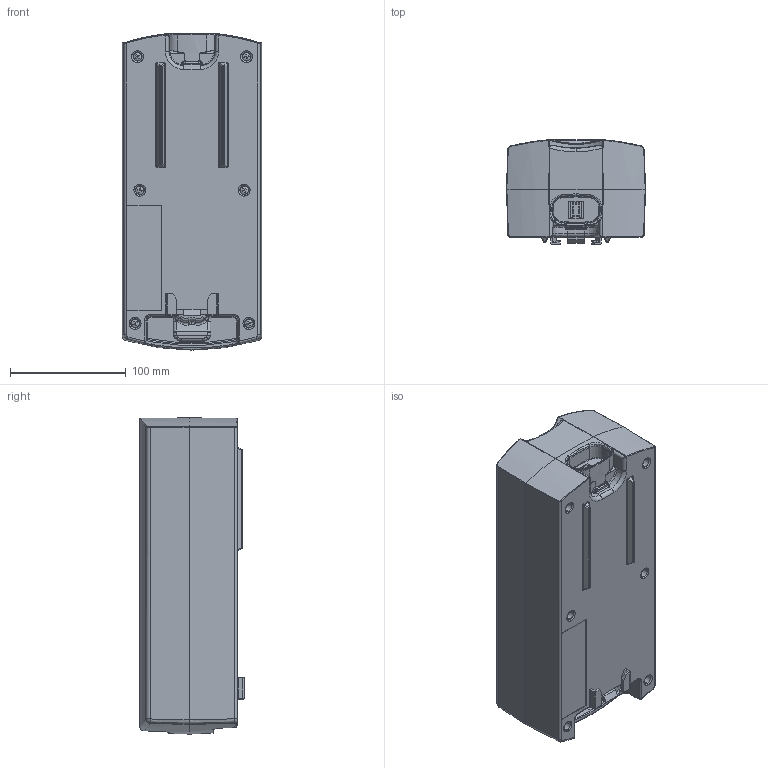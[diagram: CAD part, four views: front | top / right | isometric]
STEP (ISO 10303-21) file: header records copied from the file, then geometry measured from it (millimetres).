
FILE_DESCRIPTION (( 'STEP AP203' ), '1' );
FILE_NAME ('Akkugehäuse Akku Control 4.5.STEP', '2013-06-12T09:25:49', ( 'admin' ), ( 'Hewlett-Packard Company' ), 'SwSTEP 2.0', 'SolidWorks 2012', '' );
FILE_SCHEMA (( 'CONFIG_CONTROL_DESIGN' ));
Length unit declared in the file: millimetre
Products named in the file (1): Akkugehäuse Akku Control 4.5
Bounding box: 120 x 89.87 x 272.67 mm (x, y, z)
Volume: 2472131.3 mm3; surface area: 136774.3 mm2
Topology: 1 solids, 1 shells, 825 faces, 2080 edges, 1279 vertices
Faces by surface type: plane 312, bspline 291, cylinder 160, cone 62
Entity records: 35100 total; most frequent: CARTESIAN_POINT 17451, ORIENTED_EDGE 4140, DIRECTION 3010, EDGE_CURVE 2070, VERTEX_POINT 1279, AXIS2_PLACEMENT_3D 1033, LINE 944, VECTOR 944
